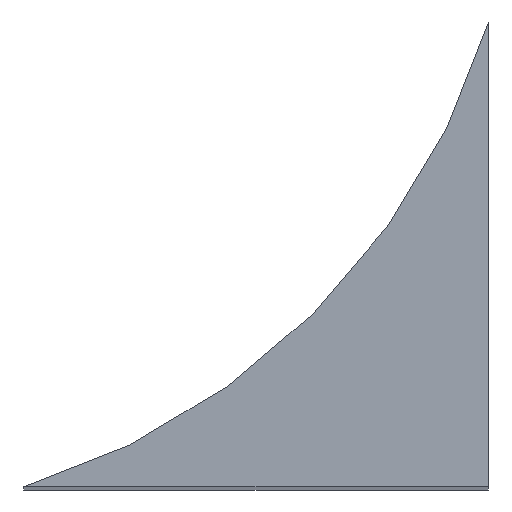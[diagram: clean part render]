
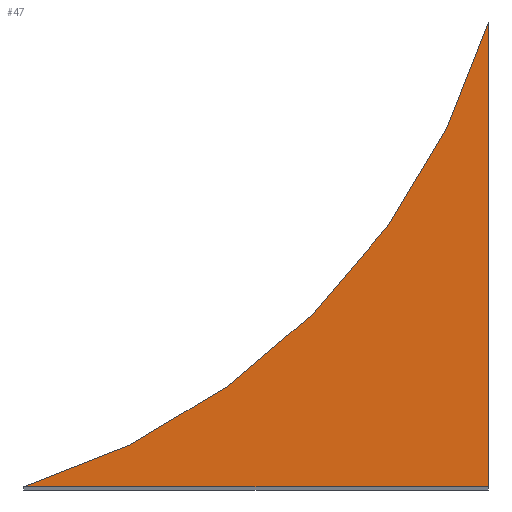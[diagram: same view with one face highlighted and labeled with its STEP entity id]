
A CAD part, top view. The second image highlights one B-rep face of the part: STEP entity #47.
In plain terms, the highlighted planar face has unit normal (0, 0, 1).
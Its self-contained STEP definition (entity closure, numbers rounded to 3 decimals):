
#1 = AXIS2_PLACEMENT_3D ( 'NONE', #111, #172, #210 ) ;
#9 = EDGE_CURVE ( 'NONE', #255, #303, #245, .T. ) ;
#10 = EDGE_CURVE ( 'NONE', #263, #255, #289, .T. ) ;
#12 = EDGE_CURVE ( 'NONE', #303, #263, #136, .T. ) ;
#27 = ORIENTED_EDGE ( 'NONE', *, *, #10, .T. ) ;
#36 = CARTESIAN_POINT ( 'NONE',  ( 0., 0., 75. ) ) ;
#44 = DIRECTION ( 'NONE',  ( 0., 1., 0. ) ) ;
#47 = ADVANCED_FACE ( 'NONE', ( #284 ), #283, .F. ) ;
#65 = CARTESIAN_POINT ( 'NONE',  ( 0., 0., 75. ) ) ;
#81 = DIRECTION ( 'NONE',  ( 0., 0., -1. ) ) ;
#96 = VECTOR ( 'NONE', #223, 1000. ) ;
#111 = CARTESIAN_POINT ( 'NONE',  ( -28.708, 28.708, 75. ) ) ;
#114 = ORIENTED_EDGE ( 'NONE', *, *, #12, .T. ) ;
#119 = ORIENTED_EDGE ( 'NONE', *, *, #9, .T. ) ;
#131 = CARTESIAN_POINT ( 'NONE',  ( -28.708, 28.708, 75. ) ) ;
#136 = LINE ( 'NONE', #36, #347 ) ;
#169 = CARTESIAN_POINT ( 'NONE',  ( 0., 0., 75. ) ) ;
#172 = DIRECTION ( 'NONE',  ( 0., 0., -1. ) ) ;
#177 = EDGE_LOOP ( 'NONE', ( #119, #114, #27 ) ) ;
#187 = CARTESIAN_POINT ( 'NONE',  ( 0., 20., 75. ) ) ;
#210 = DIRECTION ( 'NONE',  ( -1., 0., 0. ) ) ;
#223 = DIRECTION ( 'NONE',  ( 1., 0., 0. ) ) ;
#245 = LINE ( 'NONE', #169, #96 ) ;
#251 = AXIS2_PLACEMENT_3D ( 'NONE', #131, #81, #260 ) ;
#255 = VERTEX_POINT ( 'NONE', #281 ) ;
#260 = DIRECTION ( 'NONE',  ( -1., 0., 0. ) ) ;
#263 = VERTEX_POINT ( 'NONE', #187 ) ;
#281 = CARTESIAN_POINT ( 'NONE',  ( -20., 0., 75. ) ) ;
#283 = PLANE ( 'NONE',  #251 ) ;
#284 = FACE_OUTER_BOUND ( 'NONE', #177, .T. ) ;
#289 = CIRCLE ( 'NONE', #1, 30. ) ;
#303 = VERTEX_POINT ( 'NONE', #65 ) ;
#347 = VECTOR ( 'NONE', #44, 1000. ) ;
